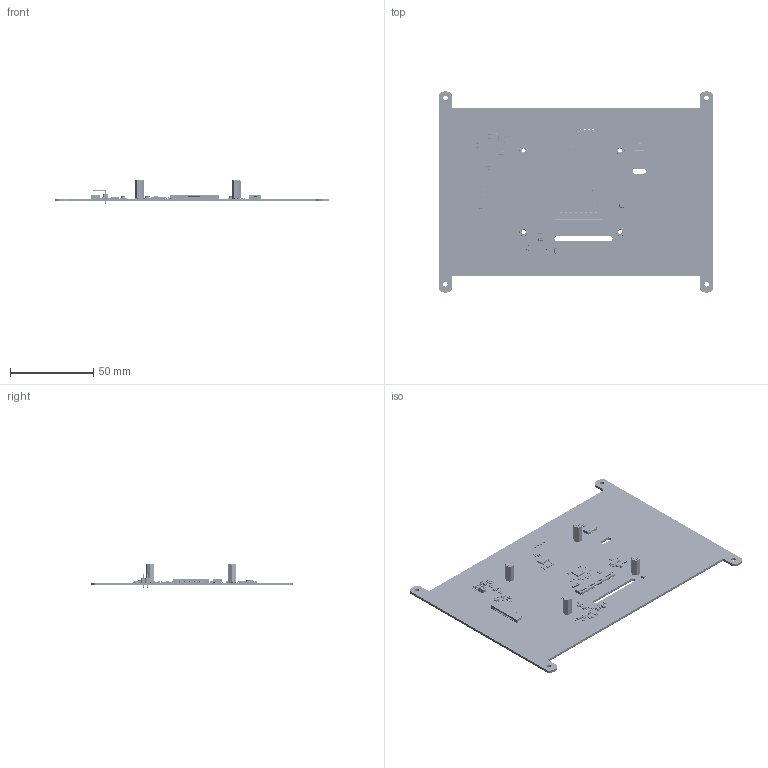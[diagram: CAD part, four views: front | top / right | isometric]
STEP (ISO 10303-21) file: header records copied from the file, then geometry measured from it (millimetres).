
FILE_DESCRIPTION(('Open CASCADE Model'),'2;1');
FILE_NAME('Open CASCADE Shape Model','2023-08-29T12:51:13',('Author'),( 'Open CASCADE'),'Open CASCADE STEP processor 6.8','Open CASCADE 6.8' ,'Unknown');
FILE_SCHEMA(('AUTOMOTIVE_DESIGN { 1 0 10303 214 1 1 1 1 }'));
Length unit declared in the file: millimetre
Products named in the file (148): PCB; Board; Open CASCADE STEP translator 6.8 1.1.1; Open CASCADE STEP translator 6.8 1.2; M3x11; Open CASCADE STEP translator 6.8 1.3; Open CASCADE STEP translator 6.8 1.4; Open CASCADE STEP translator 6.8 1.5; C1; 0603_cap; C2; C3; User_Library-0402C; C4; C5; C6; C7; C8; C9; C10; C11; C14; C15; C16; C17; C18; C19; C20; C21; C23; C24; C25; C26; C27; C28; C29; C30; C31; C32; C33 ...
Assembly tree (298 placements, depth 5):
  PCB
    Board
      Open CASCADE STEP translator 6.8 1.1.1
    Open CASCADE STEP translator 6.8 1.2
      M3x11
    Open CASCADE STEP translator 6.8 1.3
      M3x11
    Open CASCADE STEP translator 6.8 1.4
      M3x11
    Open CASCADE STEP translator 6.8 1.5
      M3x11
    C1
      0603_cap
    C2
      0603_cap
    C3
      User_Library-0402C
    C4
      User_Library-0402C
    C5
      User_Library-0402C
    C6
      User_Library-0402C
    C7
      User_Library-0402C
    C8
      User_Library-0402C
    C9
      User_Library-0402C
    C10
      User_Library-0402C
    C11
      User_Library-0402C
    C14
      0603_cap
    C15
      0603_cap
    C16
      0603_cap
    C17
      0603_cap
    C18
      0603_cap
    C19
      0603_cap
    C20
      0603_cap
    C21
      0603_cap
    C23
      0603_cap
    C24
      0603_cap
    C25
      0603_cap
    C26
      0603_cap
    C27
      0603_cap
    C28
Bounding box: 165 x 120.96 x 14.05 mm (x, y, z)
Volume: 27994.5 mm3; surface area: 41083.1 mm2
Topology: 249 solids, 250 shells, 12791 faces, 35307 edges, 22320 vertices
Faces by surface type: plane 8491, cylinder 2561, bspline 851, sphere 715, torus 77, revolution 72, cone 24
Full cylindrical faces by diameter (mm): 0.3 x1, 0.7 x4, 0.75 x1, 0.8 x4, 1 x2, 1.08 x4, 2.7 x4
Entity records: 217697 total; most frequent: CARTESIAN_POINT 42226, ORIENTED_EDGE 30663, DIRECTION 27106, EDGE_CURVE 15332, LINE 13140, VECTOR 13140, VERTEX_POINT 9776, AXIS2_PLACEMENT_3D 6979
